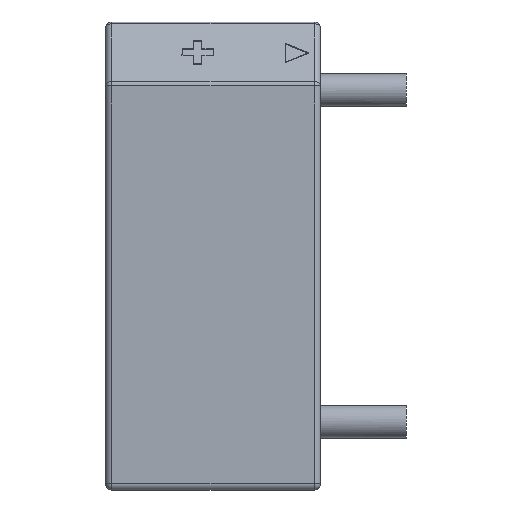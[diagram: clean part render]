
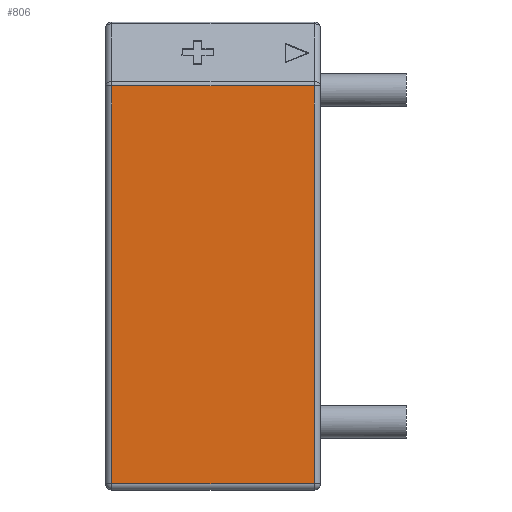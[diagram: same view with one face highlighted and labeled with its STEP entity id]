
A CAD part, left-side view. The second image highlights one B-rep face of the part: STEP entity #806.
In plain terms, the highlighted planar face has unit normal (-1, 0, 0).
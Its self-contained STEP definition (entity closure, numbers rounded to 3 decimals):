
#160 = LINE ( 'NONE', #9158, #15066 ) ;
#230 = ORIENTED_EDGE ( 'NONE', *, *, #5255, .T. ) ;
#340 = CARTESIAN_POINT ( 'NONE',  ( -2.222, 6.9, -12.817 ) ) ;
#695 = LINE ( 'NONE', #8888, #5174 ) ;
#806 = ADVANCED_FACE ( 'NONE', ( #8920 ), #4768, .F. ) ;
#1325 = VERTEX_POINT ( 'NONE', #12830 ) ;
#1601 = DIRECTION ( 'NONE',  ( 0., 1., 0. ) ) ;
#2357 = DIRECTION ( 'NONE',  ( 0., 0., -1. ) ) ;
#2943 = CARTESIAN_POINT ( 'NONE',  ( -2.222, 0.3, -13.018 ) ) ;
#3147 = CARTESIAN_POINT ( 'NONE',  ( -2.222, 7.1, -12.817 ) ) ;
#3402 = DIRECTION ( 'NONE',  ( 0., -1., 0. ) ) ;
#4089 = EDGE_CURVE ( 'NONE', #1325, #5776, #160, .T. ) ;
#4478 = VERTEX_POINT ( 'NONE', #340 ) ;
#4768 = PLANE ( 'NONE',  #10975 ) ;
#4972 = VECTOR ( 'NONE', #3402, 1000. ) ;
#5174 = VECTOR ( 'NONE', #2357, 1000. ) ;
#5255 = EDGE_CURVE ( 'NONE', #8901, #1325, #14607, .T. ) ;
#5776 = VERTEX_POINT ( 'NONE', #13466 ) ;
#6609 = ORIENTED_EDGE ( 'NONE', *, *, #4089, .T. ) ;
#6895 = EDGE_CURVE ( 'NONE', #5776, #4478, #695, .T. ) ;
#7640 = ORIENTED_EDGE ( 'NONE', *, *, #6895, .T. ) ;
#8888 = CARTESIAN_POINT ( 'NONE',  ( -2.222, 6.9, -13.018 ) ) ;
#8901 = VERTEX_POINT ( 'NONE', #9338 ) ;
#8920 = FACE_OUTER_BOUND ( 'NONE', #11654, .T. ) ;
#9158 = CARTESIAN_POINT ( 'NONE',  ( -2.223, 7.1, 0.14 ) ) ;
#9338 = CARTESIAN_POINT ( 'NONE',  ( -2.222, 0.3, -12.817 ) ) ;
#9971 = ORIENTED_EDGE ( 'NONE', *, *, #16182, .T. ) ;
#10861 = VECTOR ( 'NONE', #10875, 1000. ) ;
#10875 = DIRECTION ( 'NONE',  ( 0., 0., 1. ) ) ;
#10975 = AXIS2_PLACEMENT_3D ( 'NONE', #12642, #13919, #16684 ) ;
#11087 = LINE ( 'NONE', #3147, #4972 ) ;
#11654 = EDGE_LOOP ( 'NONE', ( #230, #6609, #7640, #9971 ) ) ;
#12642 = CARTESIAN_POINT ( 'NONE',  ( -2.222, 7.1, -13.018 ) ) ;
#12830 = CARTESIAN_POINT ( 'NONE',  ( -2.223, 0.3, 0.14 ) ) ;
#13466 = CARTESIAN_POINT ( 'NONE',  ( -2.223, 6.9, 0.14 ) ) ;
#13919 = DIRECTION ( 'NONE',  ( 1., 0., 0. ) ) ;
#14607 = LINE ( 'NONE', #2943, #10861 ) ;
#15066 = VECTOR ( 'NONE', #1601, 1000. ) ;
#16182 = EDGE_CURVE ( 'NONE', #4478, #8901, #11087, .T. ) ;
#16684 = DIRECTION ( 'NONE',  ( 0., 0., -1. ) ) ;
